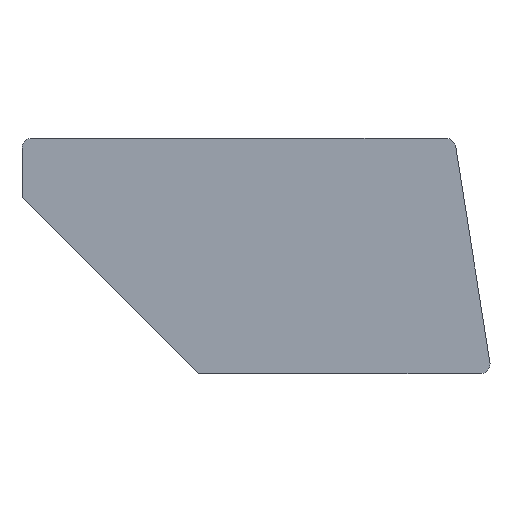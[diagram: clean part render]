
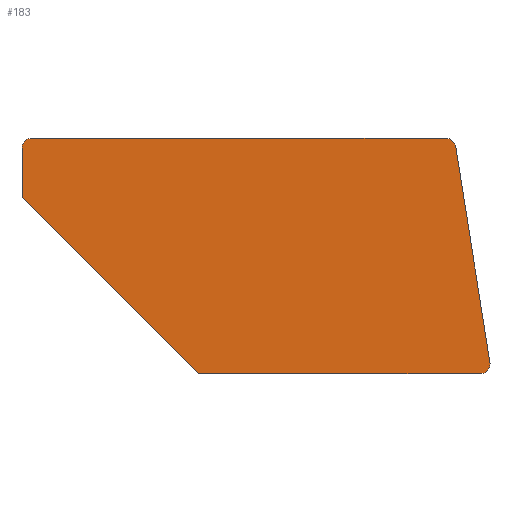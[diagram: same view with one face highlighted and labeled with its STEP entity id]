
A CAD part, top view. The second image highlights one B-rep face of the part: STEP entity #183.
In plain terms, the highlighted planar face has unit normal (0, 0, 1).
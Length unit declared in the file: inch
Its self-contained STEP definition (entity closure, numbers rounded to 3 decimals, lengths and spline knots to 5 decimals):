
#16=CIRCLE('',#209,0.25);
#18=CIRCLE('',#213,0.25);
#20=CIRCLE('',#217,0.25);
#32=FACE_OUTER_BOUND('',#42,.T.);
#42=EDGE_LOOP('',(#152,#153,#154,#155,#156,#157,#158,#159));
#46=LINE('',#281,#64);
#50=LINE('',#288,#68);
#54=LINE('',#300,#72);
#58=LINE('',#312,#76);
#61=LINE('',#321,#79);
#64=VECTOR('',#227,39.37008);
#68=VECTOR('',#233,39.37008);
#72=VECTOR('',#245,39.37008);
#76=VECTOR('',#257,39.37008);
#79=VECTOR('',#268,39.37008);
#82=VERTEX_POINT('',#278);
#83=VERTEX_POINT('',#280);
#85=VERTEX_POINT('',#286);
#87=VERTEX_POINT('',#292);
#89=VERTEX_POINT('',#298);
#91=VERTEX_POINT('',#304);
#93=VERTEX_POINT('',#310);
#95=VERTEX_POINT('',#316);
#98=EDGE_CURVE('',#83,#82,#46,.T.);
#102=EDGE_CURVE('',#82,#85,#50,.T.);
#105=EDGE_CURVE('',#85,#87,#16,.T.);
#108=EDGE_CURVE('',#87,#89,#54,.T.);
#111=EDGE_CURVE('',#89,#91,#18,.T.);
#114=EDGE_CURVE('',#91,#93,#58,.T.);
#117=EDGE_CURVE('',#93,#95,#20,.T.);
#119=EDGE_CURVE('',#95,#83,#61,.T.);
#152=ORIENTED_EDGE('',*,*,#98,.T.);
#153=ORIENTED_EDGE('',*,*,#102,.T.);
#154=ORIENTED_EDGE('',*,*,#105,.T.);
#155=ORIENTED_EDGE('',*,*,#108,.T.);
#156=ORIENTED_EDGE('',*,*,#111,.T.);
#157=ORIENTED_EDGE('',*,*,#114,.T.);
#158=ORIENTED_EDGE('',*,*,#117,.T.);
#159=ORIENTED_EDGE('',*,*,#119,.T.);
#173=PLANE('',#219);
#183=ADVANCED_FACE('',(#32),#173,.T.);
#209=AXIS2_PLACEMENT_3D('',#294,#239,#240);
#213=AXIS2_PLACEMENT_3D('',#306,#251,#252);
#217=AXIS2_PLACEMENT_3D('',#318,#263,#264);
#219=AXIS2_PLACEMENT_3D('',#322,#269,#270);
#227=DIRECTION('',(0.707,-0.707,0.));
#233=DIRECTION('',(1.,0.,0.));
#239=DIRECTION('center_axis',(0.,0.,1.));
#240=DIRECTION('ref_axis',(1.,0.,0.));
#245=DIRECTION('',(-0.156,0.988,0.));
#251=DIRECTION('center_axis',(0.,0.,1.));
#252=DIRECTION('ref_axis',(-1.,0.,0.));
#257=DIRECTION('',(-1.,0.,0.));
#263=DIRECTION('center_axis',(0.,0.,1.));
#264=DIRECTION('ref_axis',(1.,0.,0.));
#268=DIRECTION('',(0.,-1.,0.));
#269=DIRECTION('center_axis',(0.,0.,1.));
#270=DIRECTION('ref_axis',(1.,0.,0.));
#278=CARTESIAN_POINT('',(4.5,-6.,0.125));
#280=CARTESIAN_POINT('',(0.,-1.5,0.125));
#281=CARTESIAN_POINT('',(0.,-1.5,0.125));
#286=CARTESIAN_POINT('',(11.6875,-6.,0.125));
#288=CARTESIAN_POINT('',(4.5,-6.,0.125));
#292=CARTESIAN_POINT('',(11.93442,-5.71089,0.125));
#294=CARTESIAN_POINT('Origin',(11.6875,-5.75,0.125));
#298=CARTESIAN_POINT('',(11.06331,-0.21089,0.125));
#300=CARTESIAN_POINT('',(11.93442,-5.71089,0.125));
#304=CARTESIAN_POINT('',(10.81639,0.,0.125));
#306=CARTESIAN_POINT('Origin',(10.81639,-0.25,0.125));
#310=CARTESIAN_POINT('',(0.25,0.,0.125));
#312=CARTESIAN_POINT('',(10.81639,0.,0.125));
#316=CARTESIAN_POINT('',(0.,-0.25,0.125));
#318=CARTESIAN_POINT('Origin',(0.25,-0.25,0.125));
#321=CARTESIAN_POINT('',(0.,-0.25,0.125));
#322=CARTESIAN_POINT('Origin',(11.6875,-5.75,0.125));
